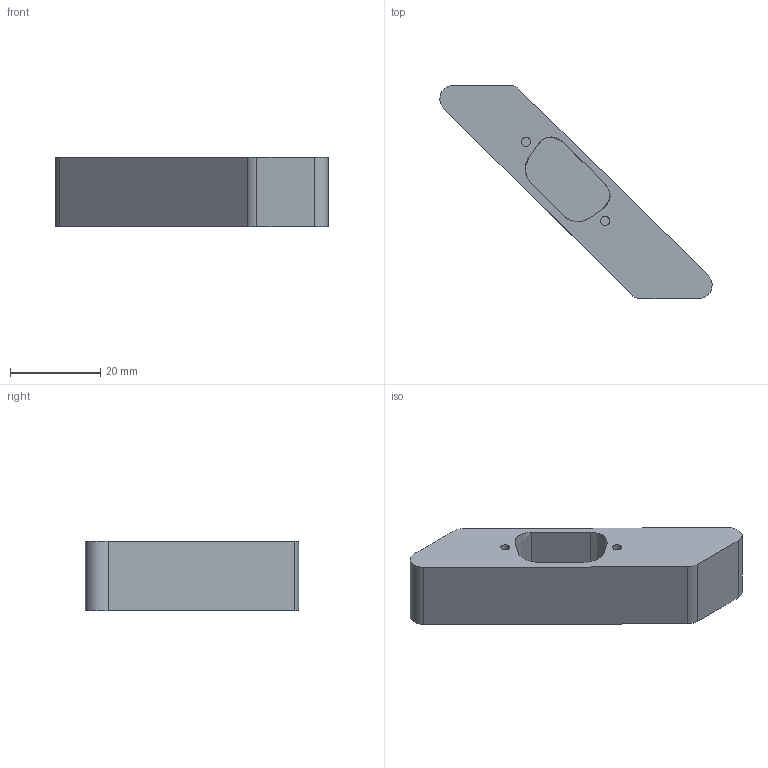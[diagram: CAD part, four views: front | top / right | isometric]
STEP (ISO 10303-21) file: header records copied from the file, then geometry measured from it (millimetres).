
FILE_DESCRIPTION(('CATIA V5 STEP Exchange'),'2;1');
FILE_NAME('escape-girl_label-who.stp','2023-03-16T09:17:12+00:00',('none'),('none'),'Version 5-6 Release 2012','CATIA V5 STEP AP203','none');
FILE_SCHEMA(('CONFIG_CONTROL_DESIGN'));
Length unit declared in the file: millimetre
Products named in the file (1): escape_girl
Bounding box: 60.37 x 47.28 x 15.5 mm (x, y, z)
Volume: 12946.6 mm3; surface area: 5143.6 mm2
Topology: 1 solids, 1 shells, 25 faces, 60 edges, 40 vertices
Faces by surface type: plane 13, cylinder 8, extrusion 4
Entity records: 905 total; most frequent: CARTESIAN_POINT 308, ORIENTED_EDGE 120, DIRECTION 90, EDGE_CURVE 60, VECTOR 40, VERTEX_POINT 40, LINE 36, AXIS2_PLACEMENT_3D 34
